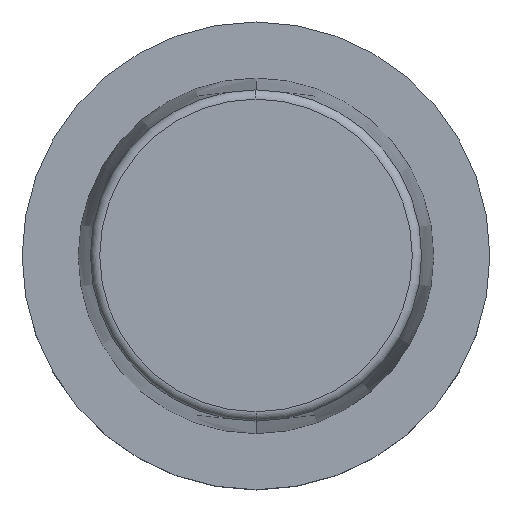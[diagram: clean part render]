
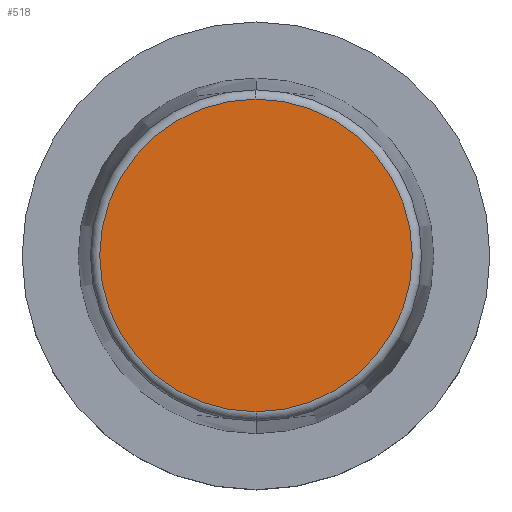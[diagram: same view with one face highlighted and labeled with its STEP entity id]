
A CAD part, top view. The second image highlights one B-rep face of the part: STEP entity #518.
In plain terms, the highlighted planar face has unit normal (0, 0, 1).
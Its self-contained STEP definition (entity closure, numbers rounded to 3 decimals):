
#260=EDGE_CURVE('',#480,#436,#658,.T.);
#436=VERTEX_POINT('',#862);
#480=VERTEX_POINT('',#911);
#518=ADVANCED_FACE('',(#952),#953,.T.);
#576=EDGE_CURVE('',#436,#480,#1016,.T.);
#658=CIRCLE('',#1106,33.41);
#862=CARTESIAN_POINT('',(0.,-33.41,50.0));
#911=CARTESIAN_POINT('',(0.0,33.41,50.0));
#952=FACE_OUTER_BOUND('',#1481,.T.);
#953=PLANE('',#1482);
#1016=CIRCLE('',#1570,33.41);
#1106=AXIS2_PLACEMENT_3D('',#1650,#1651,#1652);
#1481=EDGE_LOOP('',(#2058,#2059));
#1482=AXIS2_PLACEMENT_3D('',#2060,#2061,#2062);
#1570=AXIS2_PLACEMENT_3D('',#2137,#2138,#2139);
#1650=CARTESIAN_POINT('',(0.0,0.0,50.0));
#1651=DIRECTION('',(0.0,0.0,-1.0));
#1652=DIRECTION('',(0.0,1.0,0.0));
#2058=ORIENTED_EDGE('',*,*,#260,.F.);
#2059=ORIENTED_EDGE('',*,*,#576,.F.);
#2060=CARTESIAN_POINT('',(0.0,16.705,50.0));
#2061=DIRECTION('',(-0.0,0.0,1.0));
#2062=DIRECTION('',(0.0,-1.0,0.0));
#2137=CARTESIAN_POINT('',(0.0,0.0,50.0));
#2138=DIRECTION('',(0.0,0.0,-1.0));
#2139=DIRECTION('',(0.0,1.0,0.0));
